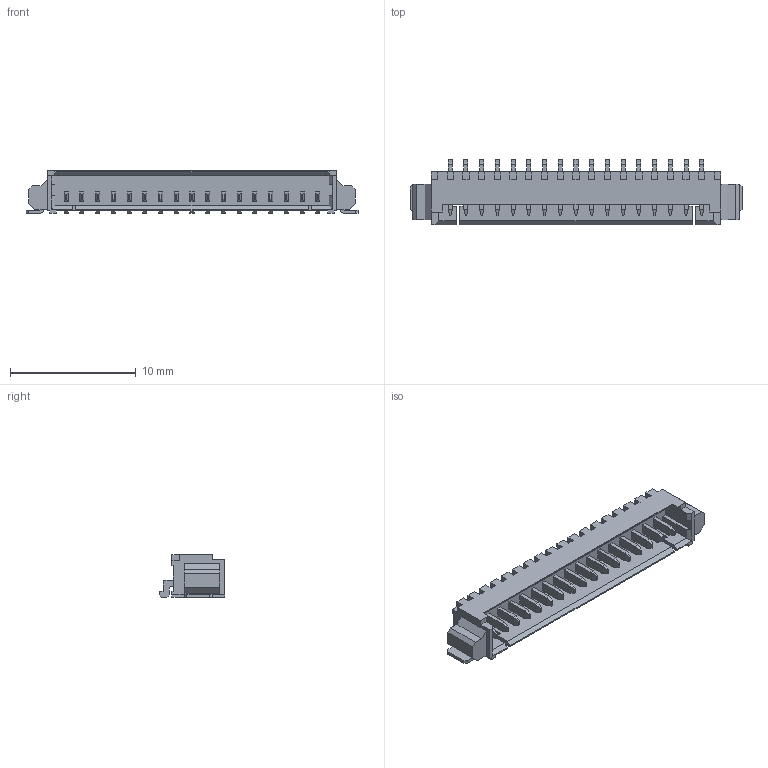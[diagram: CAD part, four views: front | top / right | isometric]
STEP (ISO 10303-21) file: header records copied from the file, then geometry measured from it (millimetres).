
FILE_DESCRIPTION (( 'STEP AP214' ), '1' );
FILE_NAME ('532611771.STEP', '2021-11-24T20:33:57', ( 'AVRASM1234' ), ( '' ), 'SwSTEP 2.0', 'SolidWorks 2017', '' );
FILE_SCHEMA (( 'AUTOMOTIVE_DESIGN' ));
Length unit declared in the file: millimetre
Products named in the file (1): 532611771
Bounding box: 26.4 x 5.2 x 3.4 mm (x, y, z)
Volume: 158.3 mm3; surface area: 736.4 mm2
Topology: 20 solids, 20 shells, 768 faces, 2098 edges, 1372 vertices
Faces by surface type: plane 726, cylinder 42
Entity records: 28639 total; most frequent: CARTESIAN_POINT 4239, ORIENTED_EDGE 4196, DIRECTION 3720, EDGE_CURVE 2098, VECTOR 2014, LINE 2014, VERTEX_POINT 1372, AXIS2_PLACEMENT_3D 853
